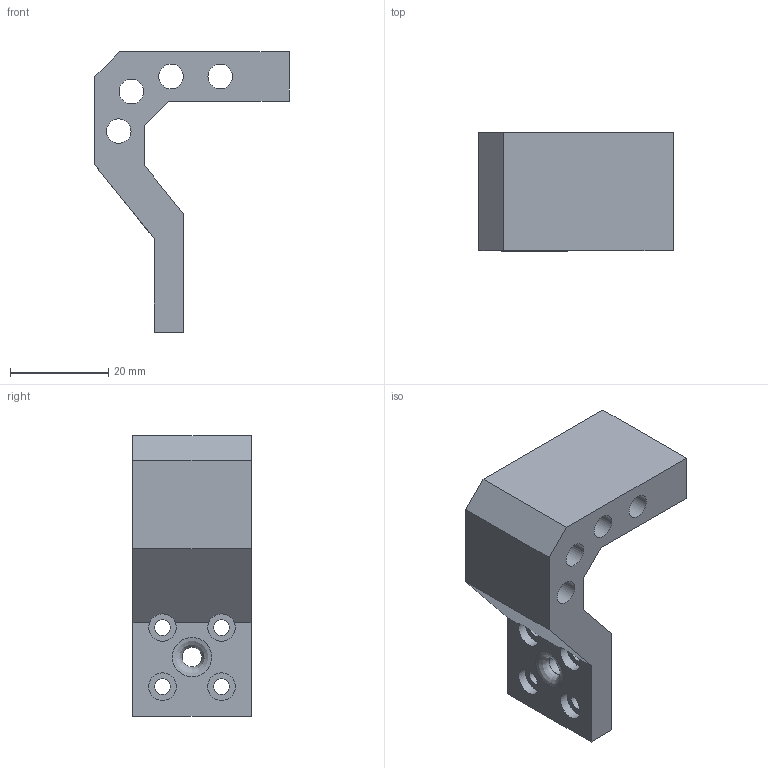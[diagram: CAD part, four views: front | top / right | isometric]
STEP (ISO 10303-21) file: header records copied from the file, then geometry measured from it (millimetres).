
FILE_DESCRIPTION(('FreeCAD Model'),'2;1');
FILE_NAME('Pivot.step','2015-11-25T22:40:45',('Author'),(''), 'Open CASCADE STEP processor 6.8','FreeCAD','Unknown');
FILE_SCHEMA(('AUTOMOTIVE_DESIGN_CC2 { 1 2 10303 214 -1 1 5 4 }'));
Length unit declared in the file: millimetre
Products named in the file (2): ASSEMBLY; Fillet
Assembly tree (1 placements, depth 2):
  ASSEMBLY
    Fillet
Bounding box: 39.5 x 24 x 57 mm (x, y, z)
Volume: 16287.4 mm3; surface area: 7923.8 mm2
Topology: 1 solids, 1 shells, 34 faces, 95 edges, 63 vertices
Faces by surface type: plane 18, cylinder 15, bspline 1
Full cylindrical faces by diameter (mm): 2.5 x2, 3.2 x4, 4 x1, 5 x4, 5.6 x4
Entity records: 2983 total; most frequent: CARTESIAN_POINT 1065, DIRECTION 340, LINE 196, VECTOR 196, ORIENTED_EDGE 190, PCURVE 190, DEFINITIONAL_REPRESENTATION 190, EDGE_CURVE 95
